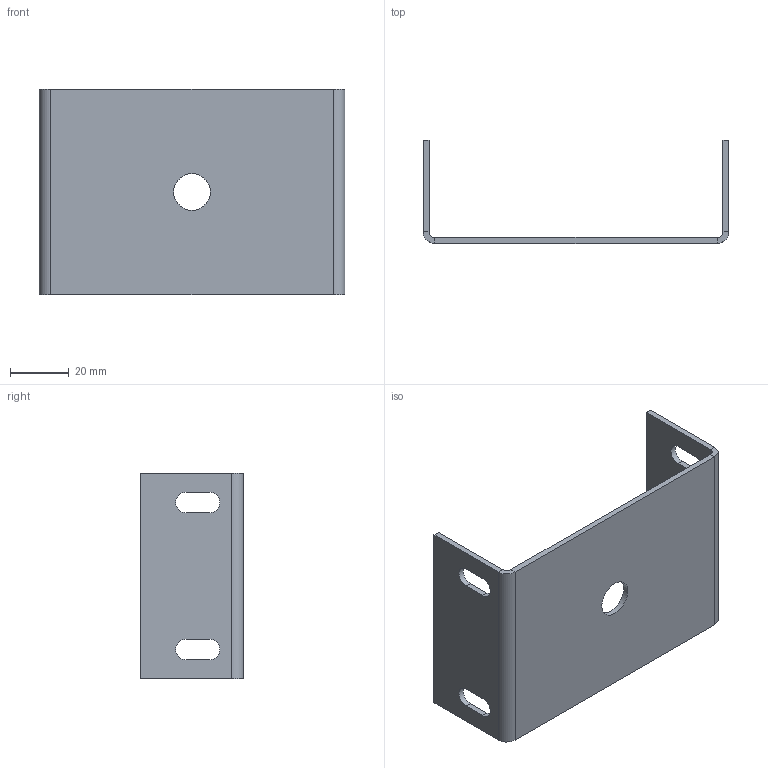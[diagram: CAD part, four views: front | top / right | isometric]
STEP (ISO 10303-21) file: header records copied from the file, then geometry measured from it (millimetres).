
FILE_DESCRIPTION (( 'STEP AP203' ), '1' );
FILE_NAME ('Ñêîáà BMT-10_BMT1010.STEP', '2012-11-20T11:49:52', ( 'Àñååâ' ), ( '' ), 'SwSTEP 2.0', 'SolidWorks 2012', '' );
FILE_SCHEMA (( 'CONFIG_CONTROL_DESIGN' ));
Length unit declared in the file: millimetre
Products named in the file (1): Ñêîáà BMT-10_BMT1010
Bounding box: 104 x 35 x 70 mm (x, y, z)
Volume: 22438.2 mm3; surface area: 23770.3 mm2
Topology: 1 solids, 1 shells, 39 faces, 95 edges, 58 vertices
Faces by surface type: plane 26, cylinder 13
Full cylindrical faces by diameter (mm): 12.5 x1
Entity records: 1219 total; most frequent: DIRECTION 200, CARTESIAN_POINT 192, ORIENTED_EDGE 188, EDGE_CURVE 94, LINE 68, VECTOR 68, AXIS2_PLACEMENT_3D 66, VERTEX_POINT 58
